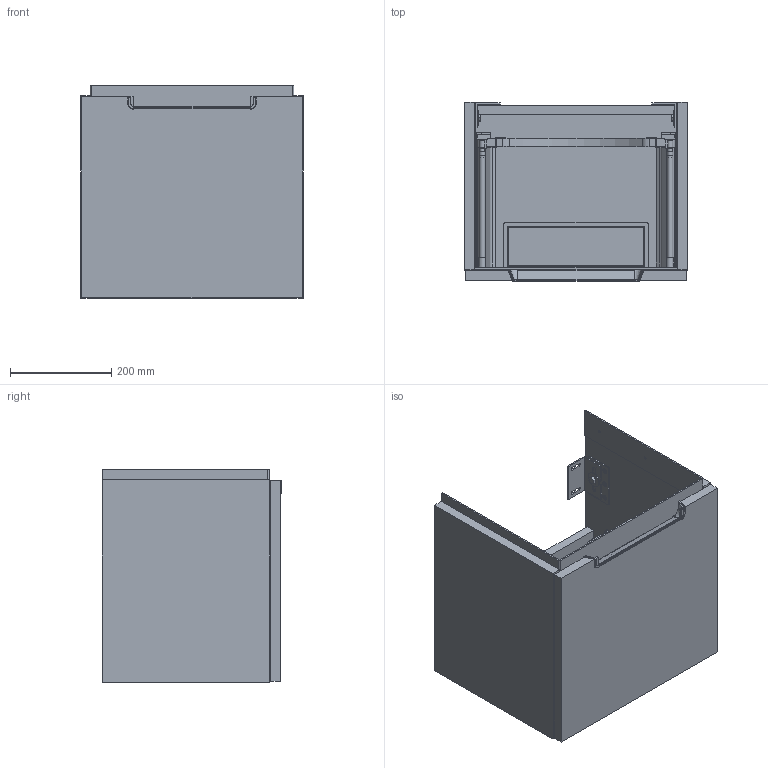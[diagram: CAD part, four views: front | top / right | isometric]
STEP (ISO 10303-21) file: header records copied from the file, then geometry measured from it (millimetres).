
FILE_DESCRIPTION((' '),'2;1');
FILE_NAME('A684Y0XX_3DFusionKopieren.stp.step','2013-11-21T08:32:14',(' '),(' '),' ','ACIS',' ');
FILE_SCHEMA(('CONFIG_CONTROL_DESIGN'));
Length unit declared in the file: millimetre
Products named in the file (37): A684Y0XX_3DFusionKopieren.stp.step; Körper1; Körper2; Körper3; Körper4; Körper5; Körper6; Körper7; Körper8; Körper9; Körper10; Körper11; Körper12; Körper13; Körper14; Körper15; Körper16; Körper17; Körper18; Körper19; Körper20; Körper21; Körper22; Körper23; Körper24; Körper25; Körper26; Körper27; Körper28; Körper29; Körper30; Körper31; Körper32; Körper33; Körper34; Körper35; Körper36
Assembly tree (36 placements, depth 2):
  A684Y0XX_3DFusionKopieren.stp.step
    Körper1
    Körper2
    Körper3
    Körper4
    Körper5
    Körper6
    Körper7
    Körper8
    Körper9
    Körper10
    Körper11
    Körper12
    Körper13
    Körper14
    Körper15
    Körper16
    Körper17
    Körper18
    Körper19
    Körper20
    Körper21
    Körper22
    Körper23
    Körper24
    Körper25
    Körper26
    Körper27
    Körper28
    Körper29
    Körper30
    Körper31
    Körper32
    Körper33
    Körper34
    Körper35
    Körper36
Bounding box: 440 x 353.95 x 420 mm (x, y, z)
Volume: 14895128.4 mm3; surface area: 2339545.1 mm2
Topology: 38 solids, 40 shells, 1077 faces, 2757 edges, 1791 vertices
Faces by surface type: bspline 463, plane 357, cylinder 181, cone 56, torus 14, sphere 6
Full cylindrical faces by diameter (mm): 5 x6, 5.95 x4, 6 x1, 7 x1, 7.5 x4, 11 x1, 30 x1
Entity records: 40127 total; most frequent: CARTESIAN_POINT 10271, ORIENTED_EDGE 5186, DIRECTION 4626, EDGE_CURVE 2593, VECTOR 1822, LINE 1822, VERTEX_POINT 1745, AXIS2_PLACEMENT_3D 1402
